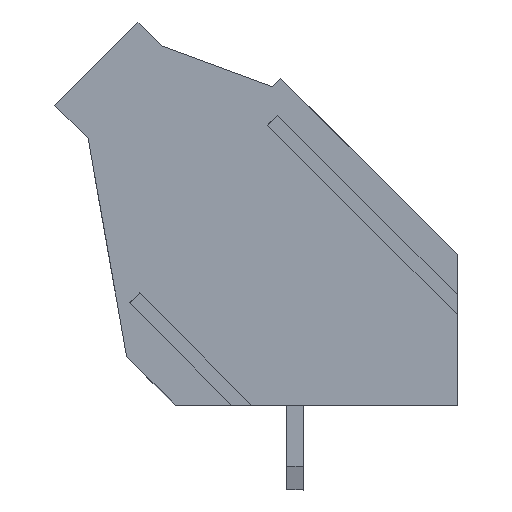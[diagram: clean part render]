
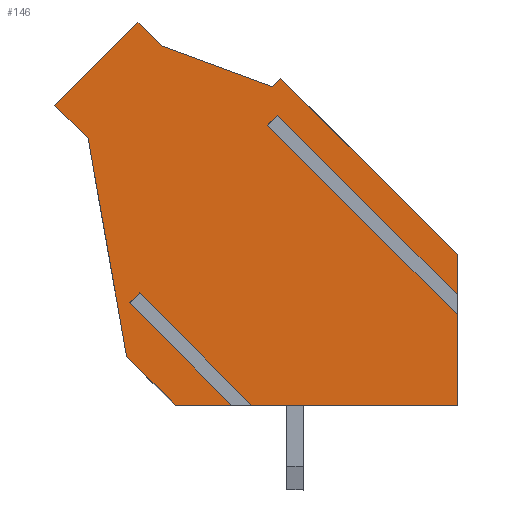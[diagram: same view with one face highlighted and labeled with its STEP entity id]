
A CAD part, top view. The second image highlights one B-rep face of the part: STEP entity #146.
In plain terms, the highlighted planar face has unit normal (0, 0, 1).
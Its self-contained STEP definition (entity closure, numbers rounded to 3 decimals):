
#146 = ADVANCED_FACE( '', ( #394 ), #395, .T. );
#394 = FACE_OUTER_BOUND( '', #749, .T. );
#395 = PLANE( '', #750 );
#749 = EDGE_LOOP( '', ( #1125, #1126, #1127, #1128, #1129, #1130, #1131, #1132, #1133, #1134, #1135, #1136, #1137, #1138, #1139, #1140, #1141, #1142 ) );
#750 = AXIS2_PLACEMENT_3D( '', #1143, #1144, #1145 );
#1125 = ORIENTED_EDGE( '', *, *, #2142, .F. );
#1126 = ORIENTED_EDGE( '', *, *, #2143, .T. );
#1127 = ORIENTED_EDGE( '', *, *, #2144, .T. );
#1128 = ORIENTED_EDGE( '', *, *, #2145, .T. );
#1129 = ORIENTED_EDGE( '', *, *, #2146, .T. );
#1130 = ORIENTED_EDGE( '', *, *, #2147, .T. );
#1131 = ORIENTED_EDGE( '', *, *, #2123, .T. );
#1132 = ORIENTED_EDGE( '', *, *, #2148, .T. );
#1133 = ORIENTED_EDGE( '', *, *, #2149, .T. );
#1134 = ORIENTED_EDGE( '', *, *, #2150, .T. );
#1135 = ORIENTED_EDGE( '', *, *, #2151, .T. );
#1136 = ORIENTED_EDGE( '', *, *, #2152, .T. );
#1137 = ORIENTED_EDGE( '', *, *, #2153, .F. );
#1138 = ORIENTED_EDGE( '', *, *, #2154, .F. );
#1139 = ORIENTED_EDGE( '', *, *, #2155, .T. );
#1140 = ORIENTED_EDGE( '', *, *, #2156, .T. );
#1141 = ORIENTED_EDGE( '', *, *, #2157, .T. );
#1142 = ORIENTED_EDGE( '', *, *, #2158, .F. );
#1143 = CARTESIAN_POINT( '', ( 402.952, 26.816, 6.083 ) );
#1144 = DIRECTION( '', ( 0., 0., 1. ) );
#1145 = DIRECTION( '', ( 1., 0., 0. ) );
#2123 = EDGE_CURVE( '', #2531, #2535, #2537, .T. );
#2142 = EDGE_CURVE( '', #2570, #2571, #2572, .T. );
#2143 = EDGE_CURVE( '', #2570, #2573, #2574, .T. );
#2144 = EDGE_CURVE( '', #2573, #2575, #2576, .T. );
#2145 = EDGE_CURVE( '', #2575, #2577, #2578, .T. );
#2146 = EDGE_CURVE( '', #2577, #2579, #2580, .T. );
#2147 = EDGE_CURVE( '', #2579, #2531, #2581, .T. );
#2148 = EDGE_CURVE( '', #2535, #2582, #2583, .T. );
#2149 = EDGE_CURVE( '', #2582, #2584, #2585, .T. );
#2150 = EDGE_CURVE( '', #2584, #2586, #2587, .T. );
#2151 = EDGE_CURVE( '', #2586, #2588, #2589, .T. );
#2152 = EDGE_CURVE( '', #2588, #2590, #2591, .T. );
#2153 = EDGE_CURVE( '', #2592, #2590, #2593, .T. );
#2154 = EDGE_CURVE( '', #2594, #2592, #2595, .T. );
#2155 = EDGE_CURVE( '', #2594, #2596, #2597, .T. );
#2156 = EDGE_CURVE( '', #2596, #2598, #2599, .T. );
#2157 = EDGE_CURVE( '', #2598, #2600, #2601, .T. );
#2158 = EDGE_CURVE( '', #2571, #2600, #2602, .T. );
#2531 = VERTEX_POINT( '', #3135 );
#2535 = VERTEX_POINT( '', #3141 );
#2537 = LINE( '', #3144, #3145 );
#2570 = VERTEX_POINT( '', #3190 );
#2571 = VERTEX_POINT( '', #3191 );
#2572 = LINE( '', #3192, #3193 );
#2573 = VERTEX_POINT( '', #3194 );
#2574 = LINE( '', #3195, #3196 );
#2575 = VERTEX_POINT( '', #3197 );
#2576 = LINE( '', #3198, #3199 );
#2577 = VERTEX_POINT( '', #3200 );
#2578 = LINE( '', #3201, #3202 );
#2579 = VERTEX_POINT( '', #3203 );
#2580 = LINE( '', #3204, #3205 );
#2581 = LINE( '', #3206, #3207 );
#2582 = VERTEX_POINT( '', #3208 );
#2583 = LINE( '', #3209, #3210 );
#2584 = VERTEX_POINT( '', #3211 );
#2585 = LINE( '', #3212, #3213 );
#2586 = VERTEX_POINT( '', #3214 );
#2587 = LINE( '', #3215, #3216 );
#2588 = VERTEX_POINT( '', #3217 );
#2589 = LINE( '', #3218, #3219 );
#2590 = VERTEX_POINT( '', #3220 );
#2591 = LINE( '', #3221, #3222 );
#2592 = VERTEX_POINT( '', #3223 );
#2593 = LINE( '', #3224, #3225 );
#2594 = VERTEX_POINT( '', #3226 );
#2595 = LINE( '', #3227, #3228 );
#2596 = VERTEX_POINT( '', #3229 );
#2597 = LINE( '', #3230, #3231 );
#2598 = VERTEX_POINT( '', #3232 );
#2599 = LINE( '', #3233, #3234 );
#2600 = VERTEX_POINT( '', #3235 );
#2601 = LINE( '', #3236, #3237 );
#2602 = LINE( '', #3238, #3239 );
#3135 = CARTESIAN_POINT( '', ( 479.295, 48.008, 6.083 ) );
#3141 = CARTESIAN_POINT( '', ( 475.759, 44.472, 6.083 ) );
#3144 = CARTESIAN_POINT( '', ( 475.759, 44.472, 6.083 ) );
#3145 = VECTOR( '', #4003, 1000. );
#3190 = CARTESIAN_POINT( '', ( 492.871, 36.412, 6.083 ) );
#3191 = CARTESIAN_POINT( '', ( 485.234, 44.048, 6.083 ) );
#3192 = CARTESIAN_POINT( '', ( 492.305, 36.977, 6.083 ) );
#3193 = VECTOR( '', #4022, 1000. );
#3194 = CARTESIAN_POINT( '', ( 492.871, 38.109, 6.083 ) );
#3195 = CARTESIAN_POINT( '', ( 492.871, 38.109, 6.083 ) );
#3196 = VECTOR( '', #4023, 1000. );
#3197 = CARTESIAN_POINT( '', ( 485.376, 45.604, 6.083 ) );
#3198 = CARTESIAN_POINT( '', ( 485.376, 45.604, 6.083 ) );
#3199 = VECTOR( '', #4024, 1000. );
#3200 = CARTESIAN_POINT( '', ( 485.022, 45.25, 6.083 ) );
#3201 = CARTESIAN_POINT( '', ( 485.022, 45.25, 6.083 ) );
#3202 = VECTOR( '', #4025, 1000. );
#3203 = CARTESIAN_POINT( '', ( 480.32, 46.983, 6.083 ) );
#3204 = CARTESIAN_POINT( '', ( 480.32, 46.983, 6.083 ) );
#3205 = VECTOR( '', #4026, 1000. );
#3206 = CARTESIAN_POINT( '', ( 479.295, 48.008, 6.083 ) );
#3207 = VECTOR( '', #4027, 1000. );
#3208 = CARTESIAN_POINT( '', ( 477.173, 43.058, 6.083 ) );
#3209 = CARTESIAN_POINT( '', ( 477.173, 43.058, 6.083 ) );
#3210 = VECTOR( '', #4028, 1000. );
#3211 = CARTESIAN_POINT( '', ( 478.808, 33.787, 6.083 ) );
#3212 = CARTESIAN_POINT( '', ( 478.808, 33.787, 6.083 ) );
#3213 = VECTOR( '', #4029, 1000. );
#3214 = CARTESIAN_POINT( '', ( 480.884, 31.711, 6.083 ) );
#3215 = CARTESIAN_POINT( '', ( 480.884, 31.711, 6.083 ) );
#3216 = VECTOR( '', #4030, 1000. );
#3217 = CARTESIAN_POINT( '', ( 483.288, 31.711, 6.083 ) );
#3218 = CARTESIAN_POINT( '', ( 492.871, 31.711, 6.083 ) );
#3219 = VECTOR( '', #4031, 1000. );
#3220 = CARTESIAN_POINT( '', ( 478.941, 36.058, 6.083 ) );
#3221 = CARTESIAN_POINT( '', ( 485.164, 29.835, 6.083 ) );
#3222 = VECTOR( '', #4032, 1000. );
#3223 = CARTESIAN_POINT( '', ( 479.365, 36.482, 6.083 ) );
#3224 = CARTESIAN_POINT( '', ( 478.941, 36.058, 6.083 ) );
#3225 = VECTOR( '', #4033, 1000. );
#3226 = CARTESIAN_POINT( '', ( 484.137, 31.711, 6.083 ) );
#3227 = CARTESIAN_POINT( '', ( 485.588, 30.26, 6.083 ) );
#3228 = VECTOR( '', #4034, 1000. );
#3229 = CARTESIAN_POINT( '', ( 492.871, 31.711, 6.083 ) );
#3230 = CARTESIAN_POINT( '', ( 492.871, 31.711, 6.083 ) );
#3231 = VECTOR( '', #4035, 1000. );
#3232 = CARTESIAN_POINT( '', ( 492.871, 35.563, 6.083 ) );
#3233 = CARTESIAN_POINT( '', ( 492.871, 38.109, 6.083 ) );
#3234 = VECTOR( '', #4036, 1000. );
#3235 = CARTESIAN_POINT( '', ( 484.81, 43.624, 6.083 ) );
#3236 = CARTESIAN_POINT( '', ( 491.881, 36.553, 6.083 ) );
#3237 = VECTOR( '', #4037, 1000. );
#3238 = CARTESIAN_POINT( '', ( 484.81, 43.624, 6.083 ) );
#3239 = VECTOR( '', #4038, 1000. );
#4003 = DIRECTION( '', ( -0.707, -0.707, 0. ) );
#4022 = DIRECTION( '', ( -0.707, 0.707, 0. ) );
#4023 = DIRECTION( '', ( 0., 1., 0. ) );
#4024 = DIRECTION( '', ( -0.707, 0.707, 0. ) );
#4025 = DIRECTION( '', ( -0.707, -0.707, 0. ) );
#4026 = DIRECTION( '', ( -0.938, 0.346, 0. ) );
#4027 = DIRECTION( '', ( -0.707, 0.707, 0. ) );
#4028 = DIRECTION( '', ( 0.707, -0.707, 0. ) );
#4029 = DIRECTION( '', ( 0.174, -0.985, 0. ) );
#4030 = DIRECTION( '', ( 0.707, -0.707, 0. ) );
#4031 = DIRECTION( '', ( 1., 0., 0. ) );
#4032 = DIRECTION( '', ( -0.707, 0.707, 0. ) );
#4033 = DIRECTION( '', ( -0.707, -0.707, 0. ) );
#4034 = DIRECTION( '', ( -0.707, 0.707, 0. ) );
#4035 = DIRECTION( '', ( 1., 0., 0. ) );
#4036 = DIRECTION( '', ( 0., 1., 0. ) );
#4037 = DIRECTION( '', ( -0.707, 0.707, 0. ) );
#4038 = DIRECTION( '', ( -0.707, -0.707, 0. ) );
